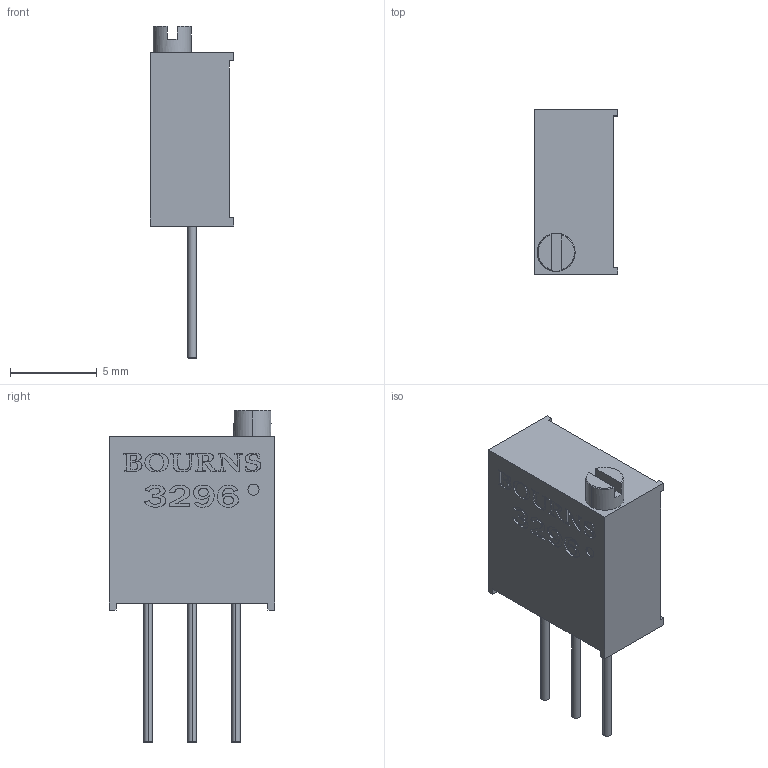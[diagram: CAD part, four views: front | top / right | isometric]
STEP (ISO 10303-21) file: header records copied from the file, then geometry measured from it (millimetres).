
FILE_DESCRIPTION(('FreeCAD Model'),'2;1');
FILE_NAME( 'User Library-3296_Bourns.step' ,'2017-05-11T15:22:36',('kicad StepUp'),('ksu MCAD'), 'Open CASCADE STEP processor 6.8','FreeCAD','Unknown');
FILE_SCHEMA(('AUTOMOTIVE_DESIGN_CC2 { 1 2 10303 214 -1 1 5 4 }'));
Length unit declared in the file: millimetre
Products named in the file (2): ASSEMBLY; User_Library-3296_Bourns
Assembly tree (1 placements, depth 2):
  ASSEMBLY
    User_Library-3296_Bourns
Bounding box: 4.83 x 9.53 x 19.17 mm (x, y, z)
Volume: 431.7 mm3; surface area: 427.3 mm2
Topology: 1 solids, 1 shells, 339 faces, 944 edges, 627 vertices
Faces by surface type: bspline 180, plane 140, cylinder 10, cone 9
Entity records: 20185 total; most frequent: CARTESIAN_POINT 10304, ORIENTED_EDGE 1888, EDGE_CURVE 944, DIRECTION 935, VERTEX_POINT 627, LINE 547, VECTOR 547, B_SPLINE_CURVE_WITH_KNOTS 364
